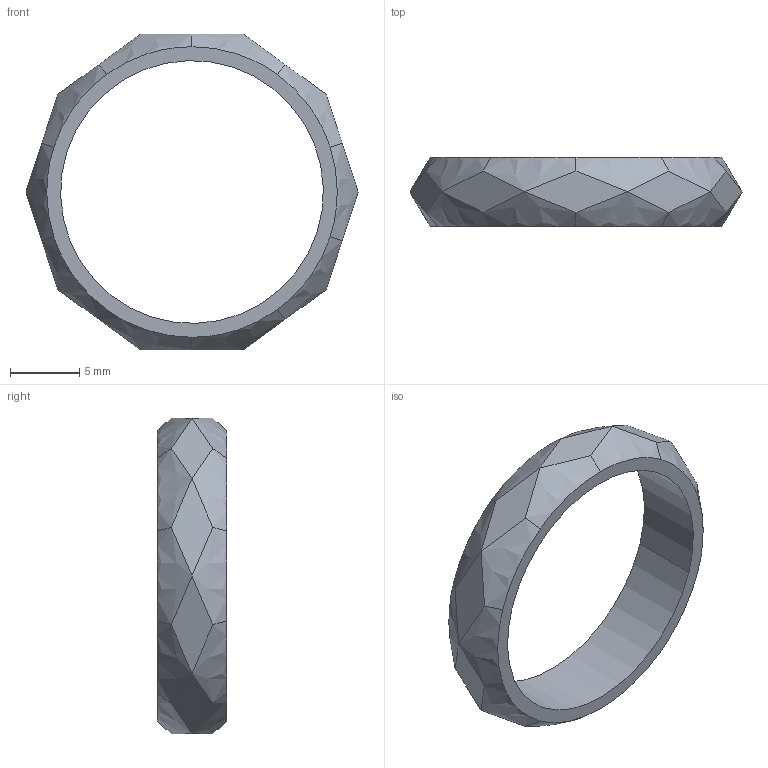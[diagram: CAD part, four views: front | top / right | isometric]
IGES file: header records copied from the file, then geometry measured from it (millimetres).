
Start section: SolidWorks IGES file using analytic representation for surfaces
Global section: file name: Ring.IGS; native system: SolidWorks 2017; preprocessor: SolidWorks 2017; author: snyberg; date: 170412.081645; units: millimetre
Bounding box: 24 x 5 x 22.82 mm (x, y, z)
Volume: 570.8 mm3; surface area: 825.1 mm2
Topology: 1 solids, 1 shells, 34 faces, 86 edges, 54 vertices
Faces by surface type: bspline 20, plane 12, revolution 2
